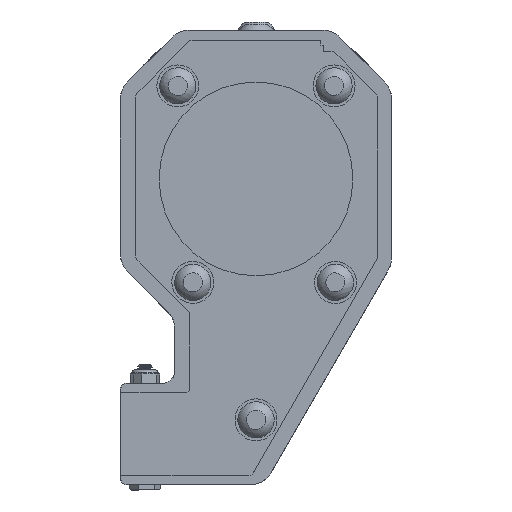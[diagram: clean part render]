
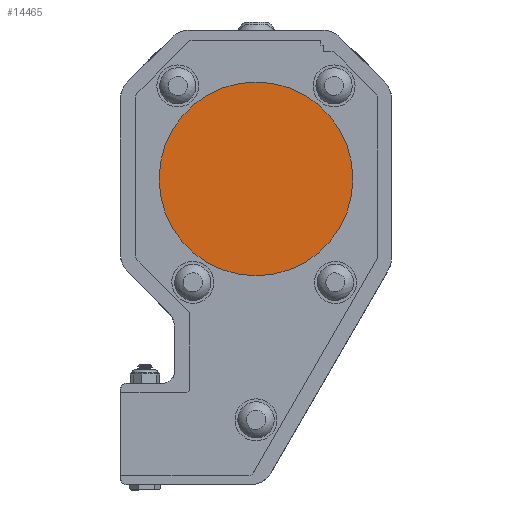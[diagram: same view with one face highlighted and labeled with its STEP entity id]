
A CAD part, left-side view. The second image highlights one B-rep face of the part: STEP entity #14465.
In plain terms, the highlighted planar face has unit normal (-1, 0, 0).
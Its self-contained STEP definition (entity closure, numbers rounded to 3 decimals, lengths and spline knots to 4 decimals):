
#2406=PLANE('',#15788);
#3113=FACE_OUTER_BOUND('',#4257,.T.);
#4257=EDGE_LOOP('',(#10797));
#6199=CIRCLE('',#15787,1.);
#7149=VERTEX_POINT('',#59429);
#8580=EDGE_CURVE('',#7149,#7149,#6199,.T.);
#10797=ORIENTED_EDGE('',*,*,#8580,.T.);
#14465=ADVANCED_FACE('',(#3113),#2406,.F.);
#15787=AXIS2_PLACEMENT_3D('',#59430,#18200,#18201);
#15788=AXIS2_PLACEMENT_3D('',#59431,#18202,#18203);
#18200=DIRECTION('center_axis',(-1.,0.,0.));
#18201=DIRECTION('ref_axis',(0.,1.,0.));
#18202=DIRECTION('center_axis',(1.,0.,0.));
#18203=DIRECTION('ref_axis',(0.,1.,0.));
#59429=CARTESIAN_POINT('',(-53.9063,-1.,0.));
#59430=CARTESIAN_POINT('Origin',(-53.9063,0.,
0.));
#59431=CARTESIAN_POINT('Origin',(-53.9063,0.,
0.));
